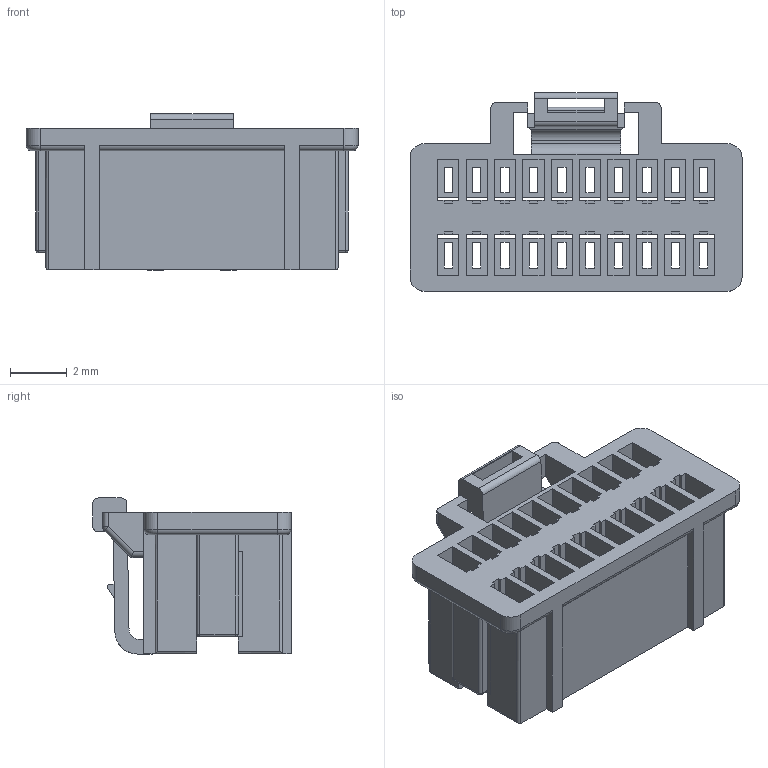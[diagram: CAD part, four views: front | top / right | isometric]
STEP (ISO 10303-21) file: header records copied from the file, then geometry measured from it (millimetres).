
FILE_DESCRIPTION (( 'STEP AP214' ), '1' );
FILE_NAME ('FHG10007-D20M2WHB-REF .STEP', '2025-11-05T08:40:04', ( '' ), ( '' ), 'SwSTEP 2.0', 'SolidWorks 2021', '' );
FILE_SCHEMA (( 'AUTOMOTIVE_DESIGN' ));
Length unit declared in the file: millimetre
Products named in the file (1): FHG10007-D20M2WHB-REF 
Bounding box: 11.7 x 7 x 5.5 mm (x, y, z)
Volume: 125.3 mm3; surface area: 880.3 mm2
Topology: 1 solids, 1 shells, 645 faces, 1834 edges, 1164 vertices
Faces by surface type: plane 586, cylinder 49, sphere 6, torus 4
Entity records: 20532 total; most frequent: CARTESIAN_POINT 3674, ORIENTED_EDGE 3656, DIRECTION 3192, EDGE_CURVE 1828, VECTOR 1732, LINE 1732, VERTEX_POINT 1164, AXIS2_PLACEMENT_3D 730
